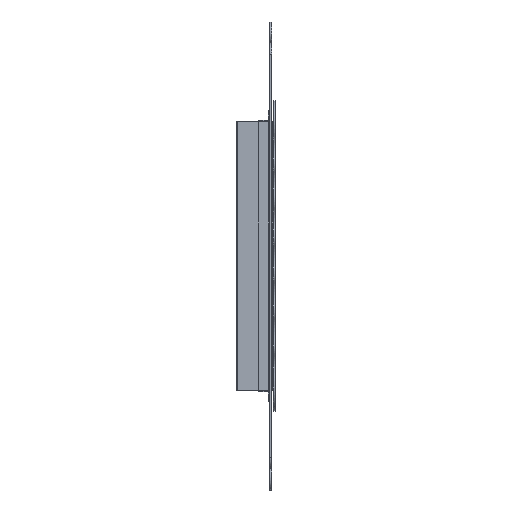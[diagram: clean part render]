
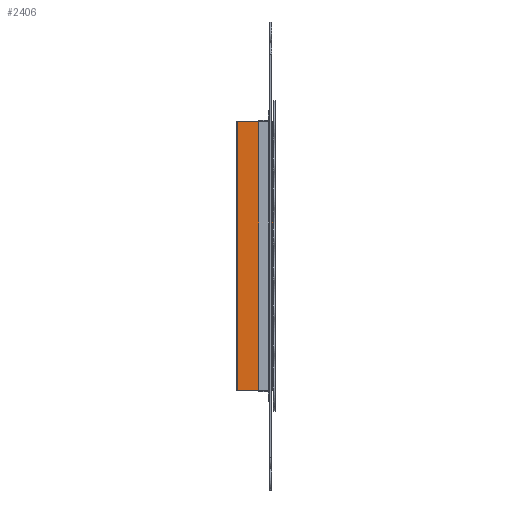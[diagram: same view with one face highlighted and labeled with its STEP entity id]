
A CAD part, left-side view. The second image highlights one B-rep face of the part: STEP entity #2406.
In plain terms, the highlighted free-form (B-spline) face has degree [2, 1] with [3, 2] control points.
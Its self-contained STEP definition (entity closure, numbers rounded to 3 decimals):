
#953=(
BOUNDED_CURVE()
B_SPLINE_CURVE(2,(#10787,#10788,#10789),.UNSPECIFIED.,.F.,.F.)
B_SPLINE_CURVE_WITH_KNOTS((3,3),(3.142,99.142),
 .UNSPECIFIED.)
CURVE()
GEOMETRIC_REPRESENTATION_ITEM()
RATIONAL_B_SPLINE_CURVE((1.,1.,1.))
REPRESENTATION_ITEM('')
);
#954=(
BOUNDED_CURVE()
B_SPLINE_CURVE(1,(#10790,#10791),.UNSPECIFIED.,.F.,.F.)
B_SPLINE_CURVE_WITH_KNOTS((2,2),(0.,732.),.UNSPECIFIED.)
CURVE()
GEOMETRIC_REPRESENTATION_ITEM()
RATIONAL_B_SPLINE_CURVE((1.,1.))
REPRESENTATION_ITEM('')
);
#955=(
BOUNDED_CURVE()
B_SPLINE_CURVE(2,(#10792,#10793,#10794),.UNSPECIFIED.,.F.,.F.)
B_SPLINE_CURVE_WITH_KNOTS((3,3),(3.142,99.142),
 .UNSPECIFIED.)
CURVE()
GEOMETRIC_REPRESENTATION_ITEM()
RATIONAL_B_SPLINE_CURVE((1.,1.,1.))
REPRESENTATION_ITEM('')
);
#956=(
BOUNDED_CURVE()
B_SPLINE_CURVE(1,(#10795,#10796),.UNSPECIFIED.,.F.,.F.)
B_SPLINE_CURVE_WITH_KNOTS((2,2),(0.,732.),.UNSPECIFIED.)
CURVE()
GEOMETRIC_REPRESENTATION_ITEM()
RATIONAL_B_SPLINE_CURVE((1.,1.))
REPRESENTATION_ITEM('')
);
#1139=(
BOUNDED_SURFACE()
B_SPLINE_SURFACE(2,1,((#10687,#10688),(#10689,#10690),(#10691,#10692)),
 .UNSPECIFIED.,.F.,.F.,.F.)
B_SPLINE_SURFACE_WITH_KNOTS((3,3),(2,2),(3.142,99.142),
(0.,732.),.UNSPECIFIED.)
GEOMETRIC_REPRESENTATION_ITEM()
RATIONAL_B_SPLINE_SURFACE(((1.,1.),(1.,1.),(1.,1.)))
REPRESENTATION_ITEM('')
SURFACE()
);
#2406=ADVANCED_FACE('',(#2642),#1139,.T.);
#2642=FACE_OUTER_BOUND('',#2882,.T.);
#2882=EDGE_LOOP('',(#4086,#4087,#4088,#4089));
#4086=ORIENTED_EDGE('',*,*,#4754,.T.);
#4087=ORIENTED_EDGE('',*,*,#4755,.T.);
#4088=ORIENTED_EDGE('',*,*,#4756,.F.);
#4089=ORIENTED_EDGE('',*,*,#4757,.F.);
#4754=EDGE_CURVE('',#5307,#5308,#953,.T.);
#4755=EDGE_CURVE('',#5308,#5309,#954,.T.);
#4756=EDGE_CURVE('',#5310,#5309,#955,.T.);
#4757=EDGE_CURVE('',#5307,#5310,#956,.T.);
#5307=VERTEX_POINT('',#10743);
#5308=VERTEX_POINT('',#10744);
#5309=VERTEX_POINT('',#10745);
#5310=VERTEX_POINT('',#10746);
#10687=CARTESIAN_POINT('',(3680.929,-1664.859,-710.221));
#10688=CARTESIAN_POINT('',(3680.929,-1664.859,21.779));
#10689=CARTESIAN_POINT('',(3680.929,-1712.859,-710.221));
#10690=CARTESIAN_POINT('',(3680.929,-1712.859,21.779));
#10691=CARTESIAN_POINT('',(3680.929,-1760.859,-710.221));
#10692=CARTESIAN_POINT('',(3680.929,-1760.859,21.779));
#10743=CARTESIAN_POINT('',(3680.929,-1664.859,-710.221));
#10744=CARTESIAN_POINT('',(3680.929,-1760.859,-710.221));
#10745=CARTESIAN_POINT('',(3680.929,-1760.859,21.779));
#10746=CARTESIAN_POINT('',(3680.929,-1664.859,21.779));
#10787=CARTESIAN_POINT('',(3680.929,-1664.859,-710.221));
#10788=CARTESIAN_POINT('',(3680.929,-1712.859,-710.221));
#10789=CARTESIAN_POINT('',(3680.929,-1760.859,-710.221));
#10790=CARTESIAN_POINT('',(3680.929,-1760.859,-710.221));
#10791=CARTESIAN_POINT('',(3680.929,-1760.859,21.779));
#10792=CARTESIAN_POINT('',(3680.929,-1664.859,21.779));
#10793=CARTESIAN_POINT('',(3680.929,-1712.859,21.779));
#10794=CARTESIAN_POINT('',(3680.929,-1760.859,21.779));
#10795=CARTESIAN_POINT('',(3680.929,-1664.859,-710.221));
#10796=CARTESIAN_POINT('',(3680.929,-1664.859,21.779));
